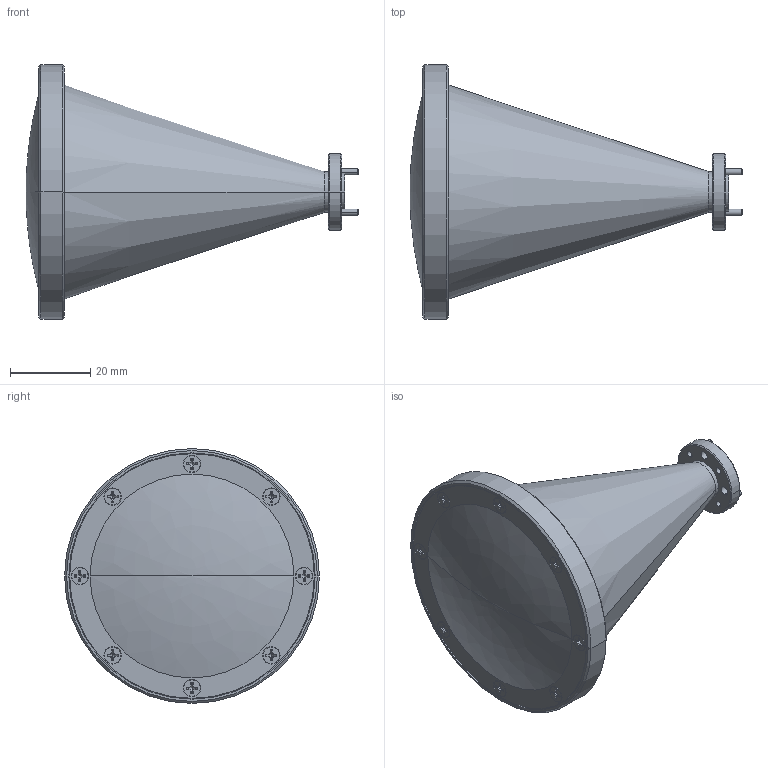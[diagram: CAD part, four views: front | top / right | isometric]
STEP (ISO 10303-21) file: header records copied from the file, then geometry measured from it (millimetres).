
FILE_DESCRIPTION (( 'STEP AP203' ), '1' );
FILE_NAME ('SAQ-903071-10-S1.STEP', '2019-06-19T17:46:35', ( '' ), ( '' ), 'SwSTEP 2.0', 'SolidWorks 2016', '' );
FILE_SCHEMA (( 'CONFIG_CONTROL_DESIGN' ));
Length unit declared in the file: inch
Products named in the file (1): SAQ-903071-10-S1
Bounding box: 82.72 x 63.5 x 63.5 mm (x, y, z)
Volume: 90462.1 mm3; surface area: 20458.2 mm2
Topology: 12 solids, 12 shells, 555 faces, 1516 edges, 984 vertices
Faces by surface type: cylinder 240, plane 165, cone 122, bspline 28
Entity records: 26801 total; most frequent: CARTESIAN_POINT 13852, ORIENTED_EDGE 2992, DIRECTION 2394, EDGE_CURVE 1496, VERTEX_POINT 984, AXIS2_PLACEMENT_3D 918, EDGE_LOOP 622, LINE 558
